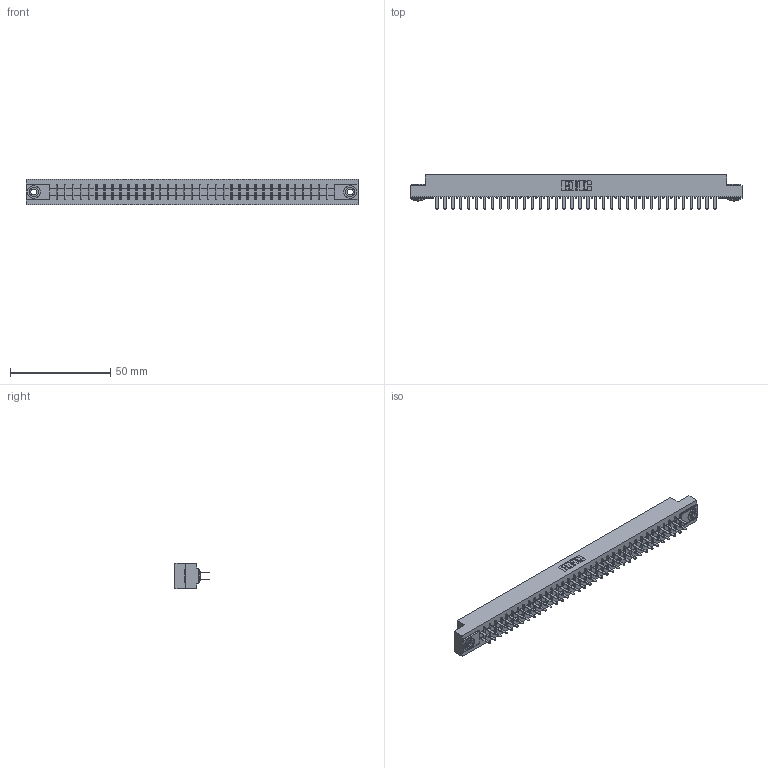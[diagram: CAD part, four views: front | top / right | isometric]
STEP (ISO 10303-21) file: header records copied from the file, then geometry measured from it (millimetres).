
FILE_DESCRIPTION (( 'STEP AP203' ), '1' );
FILE_NAME ('305-072-520-203.STEP', '2019-09-10T05:57:16', ( '' ), ( '' ), 'SwSTEP 2.0', 'SolidWorks 2016', '' );
FILE_SCHEMA (( 'CONFIG_CONTROL_DESIGN' ));
Length unit declared in the file: inch
Products named in the file (4): 305-072-520-203; 305-290-001_520; 305 Part_.156 Dia; 345-250-002_345-250-002-102
Assembly tree (75 placements, depth 2):
  305-072-520-203
    305 Part_.156 Dia
    305-290-001_520  x72
    345-250-002_345-250-002-102  x2
Bounding box: 165.66 x 17.09 x 12.7 mm (x, y, z)
Volume: 17235.9 mm3; surface area: 22107.2 mm2
Topology: 75 solids, 75 shells, 3480 faces, 9896 edges, 6400 vertices
Faces by surface type: plane 2036, cylinder 1292, sphere 144, cone 8
Entity records: 40654 total; most frequent: CARTESIAN_POINT 6707, ORIENTED_EDGE 6648, DIRECTION 6508, EDGE_CURVE 3324, VECTOR 2674, LINE 2674, VERTEX_POINT 2116, AXIS2_PLACEMENT_3D 1917
